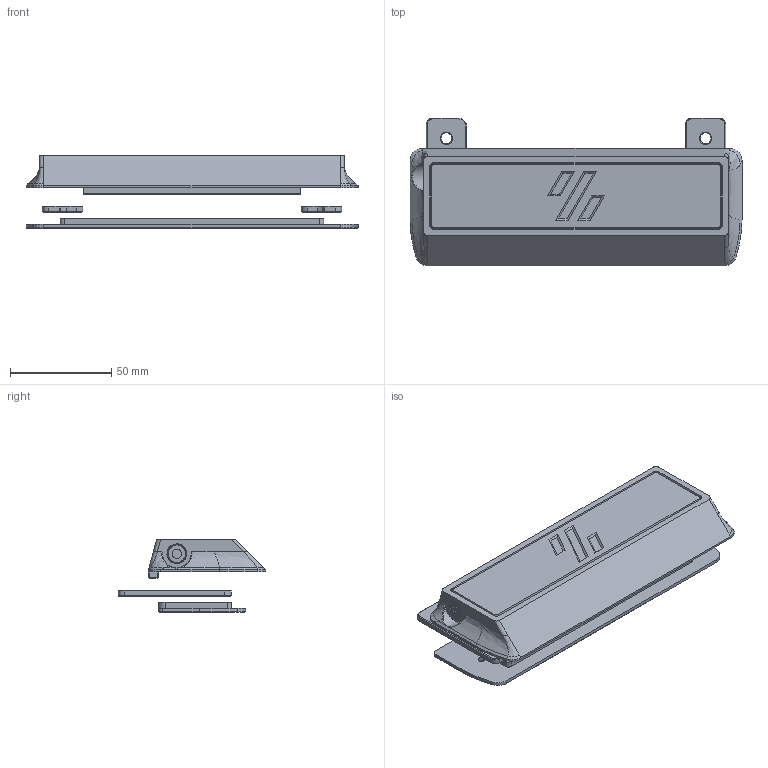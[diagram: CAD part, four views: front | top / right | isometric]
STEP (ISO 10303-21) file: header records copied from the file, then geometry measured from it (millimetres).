
FILE_DESCRIPTION(/* description */ (''),/* implementation_level */ '2;1');
FILE_NAME(/* name */ 'no_exhaust.step',/* time_stamp */ '2021-07-24T15:47:54-07:00',/* author */ (''),/* organization */ (''),/* preprocessor_version */ 'ST-DEVELOPER v18.1',/* originating_system */ 'Autodesk Translation Framework v10.9.0.1377',/* authorisation */ '');
FILE_SCHEMA (('AUTOMOTIVE_DESIGN { 1 0 10303 214 3 1 1 }'));
Length unit declared in the file: millimetre
Products named in the file (6): Rear  Panel Grill No Exhaust; Grill; Housing; Brackets; Left Bracket; Right Bracket
Assembly tree (5 placements, depth 3):
  Rear  Panel Grill No Exhaust
    Grill
    Housing
    Brackets
      Left Bracket
      Right Bracket
Bounding box: 164 x 73 x 36 mm (x, y, z)
Volume: 64457.1 mm3; surface area: 46853 mm2
Topology: 4 solids, 4 shells, 332 faces, 787 edges, 472 vertices
Faces by surface type: plane 152, cylinder 72, cone 59, bspline 47, torus 2
Full cylindrical faces by diameter (mm): 3.4 x4, 4.6 x1, 4.7 x2, 5.4 x2, 9.728 x6
Entity records: 13694 total; most frequent: CARTESIAN_POINT 5972, ORIENTED_EDGE 1570, DIRECTION 1545, EDGE_CURVE 785, AXIS2_PLACEMENT_3D 524, LINE 497, VECTOR 497, VERTEX_POINT 472
